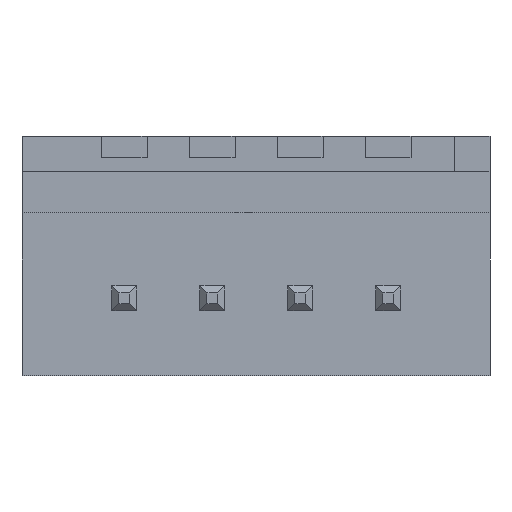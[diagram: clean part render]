
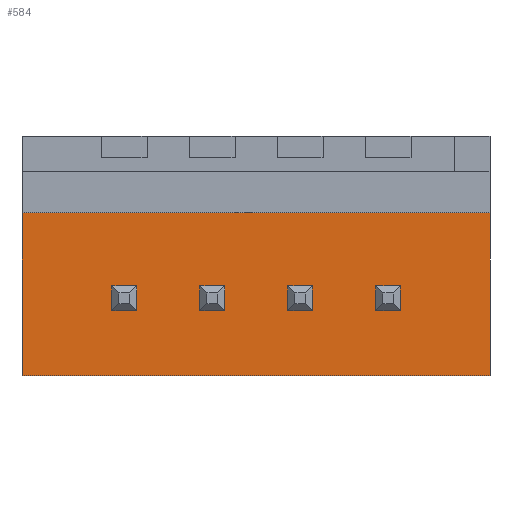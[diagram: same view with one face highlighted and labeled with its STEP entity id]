
A CAD part, front view. The second image highlights one B-rep face of the part: STEP entity #584.
In plain terms, the highlighted planar face has unit normal (0, -1, 0).
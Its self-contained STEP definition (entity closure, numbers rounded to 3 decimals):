
#78 = VERTEX_POINT ( 'NONE', #2384 ) ;
#98 = DIRECTION ( 'NONE',  ( 0., -1., 0. ) ) ;
#288 = CARTESIAN_POINT ( 'NONE',  ( 3.325, 0., -1.7 ) ) ;
#405 = VERTEX_POINT ( 'NONE', #1909 ) ;
#513 = DIRECTION ( 'NONE',  ( 0., 0., 1. ) ) ;
#522 = EDGE_CURVE ( 'NONE', #2156, #405, #1255, .T. ) ;
#547 = DIRECTION ( 'NONE',  ( -1., 0., 0. ) ) ;
#556 = VECTOR ( 'NONE', #547, 1000. ) ;
#584 = ADVANCED_FACE ( 'NONE', ( #3937 ), #3535, .T. ) ;
#586 = VECTOR ( 'NONE', #1940, 1000. ) ;
#732 = LINE ( 'NONE', #3168, #586 ) ;
#754 = CARTESIAN_POINT ( 'NONE',  ( -3.325, 0., 1.7 ) ) ;
#860 = ORIENTED_EDGE ( 'NONE', *, *, #522, .F. ) ;
#902 = EDGE_CURVE ( 'NONE', #78, #3146, #3977, .T. ) ;
#1177 = CARTESIAN_POINT ( 'NONE',  ( -3.325, 0., 0.615 ) ) ;
#1210 = CARTESIAN_POINT ( 'NONE',  ( 3.325, 0., 0.615 ) ) ;
#1255 = LINE ( 'NONE', #2397, #2787 ) ;
#1855 = DIRECTION ( 'NONE',  ( -1., 0., 0. ) ) ;
#1909 = CARTESIAN_POINT ( 'NONE',  ( -3.325, 0., -1.7 ) ) ;
#1940 = DIRECTION ( 'NONE',  ( 0., 0., -1. ) ) ;
#1982 = CARTESIAN_POINT ( 'NONE',  ( 0., 0., 0. ) ) ;
#2005 = LINE ( 'NONE', #754, #3990 ) ;
#2156 = VERTEX_POINT ( 'NONE', #288 ) ;
#2238 = EDGE_CURVE ( 'NONE', #78, #2156, #732, .T. ) ;
#2314 = DIRECTION ( 'NONE',  ( 0., 0., -1. ) ) ;
#2384 = CARTESIAN_POINT ( 'NONE',  ( 3.325, 0., 0.615 ) ) ;
#2397 = CARTESIAN_POINT ( 'NONE',  ( -3.325, 0., -1.7 ) ) ;
#2447 = ORIENTED_EDGE ( 'NONE', *, *, #2238, .F. ) ;
#2787 = VECTOR ( 'NONE', #1855, 1000. ) ;
#2978 = ORIENTED_EDGE ( 'NONE', *, *, #902, .T. ) ;
#3146 = VERTEX_POINT ( 'NONE', #1177 ) ;
#3168 = CARTESIAN_POINT ( 'NONE',  ( 3.325, 0., 1.7 ) ) ;
#3390 = EDGE_LOOP ( 'NONE', ( #2978, #4071, #860, #2447 ) ) ;
#3535 = PLANE ( 'NONE',  #4027 ) ;
#3829 = EDGE_CURVE ( 'NONE', #405, #3146, #2005, .T. ) ;
#3937 = FACE_OUTER_BOUND ( 'NONE', #3390, .T. ) ;
#3977 = LINE ( 'NONE', #1210, #556 ) ;
#3990 = VECTOR ( 'NONE', #513, 1000. ) ;
#4027 = AXIS2_PLACEMENT_3D ( 'NONE', #1982, #98, #2314 ) ;
#4071 = ORIENTED_EDGE ( 'NONE', *, *, #3829, .F. ) ;
